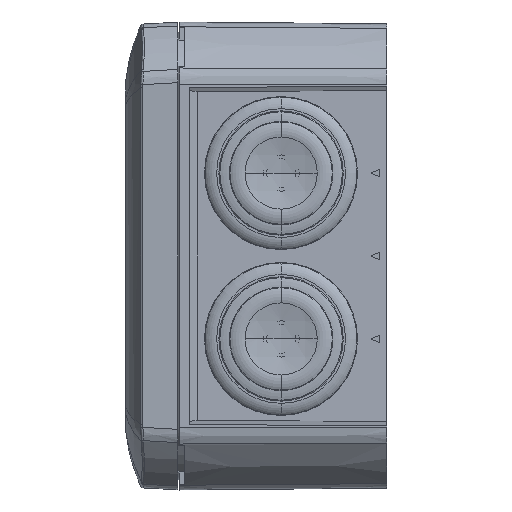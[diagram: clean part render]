
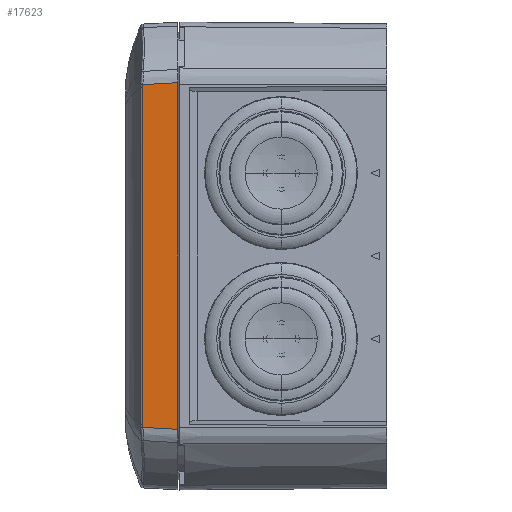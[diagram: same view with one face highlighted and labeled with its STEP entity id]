
A CAD part, left-side view. The second image highlights one B-rep face of the part: STEP entity #17623.
In plain terms, the highlighted face is planar.
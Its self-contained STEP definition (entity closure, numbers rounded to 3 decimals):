
#986 = CARTESIAN_POINT ( 'NONE',  ( -44.863, 5.563, -33.19 ) ) ;
#1414 = B_SPLINE_CURVE_WITH_KNOTS ( 'NONE', 3,
 ( #52525, #7847, #28305, #39152, #31812, #2266, #48477 ),
 .UNSPECIFIED., .F., .F.,
 ( 4, 3, 4 ),
 ( 0., 0.004, 0.007 ),
 .UNSPECIFIED. ) ;
#1734 = ORIENTED_EDGE ( 'NONE', *, *, #49503, .F. ) ;
#2266 = CARTESIAN_POINT ( 'NONE',  ( -45.04, 8.954, 33.378 ) ) ;
#3047 = CARTESIAN_POINT ( 'NONE',  ( -44.745, 3.312, 32.654 ) ) ;
#4361 = EDGE_LOOP ( 'NONE', ( #39913, #50981, #19376, #41960, #16515, #1734 ) ) ;
#4542 = VERTEX_POINT ( 'NONE', #45235 ) ;
#4795 = EDGE_CURVE ( 'NONE', #50712, #49060, #1414, .T. ) ;
#6561 = EDGE_CURVE ( 'NONE', #4542, #21910, #33363, .T. ) ;
#7847 = CARTESIAN_POINT ( 'NONE',  ( -44.804, 4.445, 33.128 ) ) ;
#8015 = EDGE_CURVE ( 'NONE', #31045, #15966, #28145, .T. ) ;
#9863 = CARTESIAN_POINT ( 'NONE',  ( -44.981, 7.818, -33.315 ) ) ;
#10502 = CARTESIAN_POINT ( 'NONE',  ( -44.746, 3.327, -33.066 ) ) ;
#10521 = EDGE_CURVE ( 'NONE', #15966, #50712, #25453, .T. ) ;
#10732 = AXIS2_PLACEMENT_3D ( 'NONE', #31814, #11356, #40414 ) ;
#11356 = DIRECTION ( 'NONE',  ( -0.999, -0.052, 0. ) ) ;
#12012 = DIRECTION ( 'NONE',  ( 0., 0., 1. ) ) ;
#12048 = LINE ( 'NONE', #41356, #38230 ) ;
#14814 = CARTESIAN_POINT ( 'NONE',  ( -44.746, 3.327, -33.066 ) ) ;
#15395 = PLANE ( 'NONE',  #10732 ) ;
#15966 = VERTEX_POINT ( 'NONE', #43014 ) ;
#16515 = ORIENTED_EDGE ( 'NONE', *, *, #4795, .T. ) ;
#17207 = CARTESIAN_POINT ( 'NONE',  ( -44.745, 3.312, -32.449 ) ) ;
#17411 = CARTESIAN_POINT ( 'NONE',  ( -44.804, 4.445, -33.128 ) ) ;
#17623 = ADVANCED_FACE ( 'NONE', ( #40147 ), #15395, .T. ) ;
#19353 = CARTESIAN_POINT ( 'NONE',  ( -44.745, 3.317, -32.86 ) ) ;
#19376 = ORIENTED_EDGE ( 'NONE', *, *, #8015, .T. ) ;
#21910 = VERTEX_POINT ( 'NONE', #14814 ) ;
#23122 = CARTESIAN_POINT ( 'NONE',  ( -44.745, 3.312, -32.449 ) ) ;
#24729 = CARTESIAN_POINT ( 'NONE',  ( -45.1, 10.09, 33.441 ) ) ;
#25453 = B_SPLINE_CURVE_WITH_KNOTS ( 'NONE', 3,
 ( #32131, #3047, #36974, #36714 ),
 .UNSPECIFIED., .F., .F.,
 ( 4, 4 ),
 ( 0., 0.001 ),
 .UNSPECIFIED. ) ;
#25987 = CARTESIAN_POINT ( 'NONE',  ( -44.746, 3.327, 33.066 ) ) ;
#26252 = CARTESIAN_POINT ( 'NONE',  ( -44.921, 6.681, -33.252 ) ) ;
#27159 = CARTESIAN_POINT ( 'NONE',  ( -44.745, 3.312, -32.654 ) ) ;
#28145 = LINE ( 'NONE', #44569, #43691 ) ;
#28305 = CARTESIAN_POINT ( 'NONE',  ( -44.863, 5.563, 33.19 ) ) ;
#30679 = EDGE_CURVE ( 'NONE', #21910, #31045, #46400, .T. ) ;
#31045 = VERTEX_POINT ( 'NONE', #17207 ) ;
#31812 = CARTESIAN_POINT ( 'NONE',  ( -44.981, 7.818, 33.315 ) ) ;
#31814 = CARTESIAN_POINT ( 'NONE',  ( -45.1, 10.09, 45.1 ) ) ;
#32131 = CARTESIAN_POINT ( 'NONE',  ( -44.745, 3.312, 32.449 ) ) ;
#32749 = DIRECTION ( 'NONE',  ( 0., 0., 1. ) ) ;
#33363 = B_SPLINE_CURVE_WITH_KNOTS ( 'NONE', 3,
 ( #46722, #46994, #9863, #26252, #986, #17411, #42689 ),
 .UNSPECIFIED., .F., .F.,
 ( 4, 3, 4 ),
 ( 0., 0.003, 0.007 ),
 .UNSPECIFIED. ) ;
#36714 = CARTESIAN_POINT ( 'NONE',  ( -44.746, 3.327, 33.066 ) ) ;
#36974 = CARTESIAN_POINT ( 'NONE',  ( -44.745, 3.317, 32.86 ) ) ;
#38230 = VECTOR ( 'NONE', #32749, 1000. ) ;
#39152 = CARTESIAN_POINT ( 'NONE',  ( -44.921, 6.681, 33.252 ) ) ;
#39913 = ORIENTED_EDGE ( 'NONE', *, *, #6561, .T. ) ;
#40147 = FACE_OUTER_BOUND ( 'NONE', #4361, .T. ) ;
#40414 = DIRECTION ( 'NONE',  ( 0.052, -0.999, 0. ) ) ;
#41356 = CARTESIAN_POINT ( 'NONE',  ( -45.1, 10.09, 45.1 ) ) ;
#41960 = ORIENTED_EDGE ( 'NONE', *, *, #10521, .T. ) ;
#42689 = CARTESIAN_POINT ( 'NONE',  ( -44.746, 3.327, -33.066 ) ) ;
#43014 = CARTESIAN_POINT ( 'NONE',  ( -44.745, 3.312, 32.449 ) ) ;
#43691 = VECTOR ( 'NONE', #12012, 1000. ) ;
#44569 = CARTESIAN_POINT ( 'NONE',  ( -44.745, 3.312, 45.1 ) ) ;
#45235 = CARTESIAN_POINT ( 'NONE',  ( -45.1, 10.09, -33.441 ) ) ;
#46400 = B_SPLINE_CURVE_WITH_KNOTS ( 'NONE', 3,
 ( #10502, #19353, #27159, #23122 ),
 .UNSPECIFIED., .F., .F.,
 ( 4, 4 ),
 ( 0., 0.001 ),
 .UNSPECIFIED. ) ;
#46722 = CARTESIAN_POINT ( 'NONE',  ( -45.1, 10.09, -33.441 ) ) ;
#46994 = CARTESIAN_POINT ( 'NONE',  ( -45.04, 8.954, -33.378 ) ) ;
#48477 = CARTESIAN_POINT ( 'NONE',  ( -45.1, 10.09, 33.441 ) ) ;
#49060 = VERTEX_POINT ( 'NONE', #24729 ) ;
#49503 = EDGE_CURVE ( 'NONE', #4542, #49060, #12048, .T. ) ;
#50712 = VERTEX_POINT ( 'NONE', #25987 ) ;
#50981 = ORIENTED_EDGE ( 'NONE', *, *, #30679, .T. ) ;
#52525 = CARTESIAN_POINT ( 'NONE',  ( -44.746, 3.327, 33.066 ) ) ;
